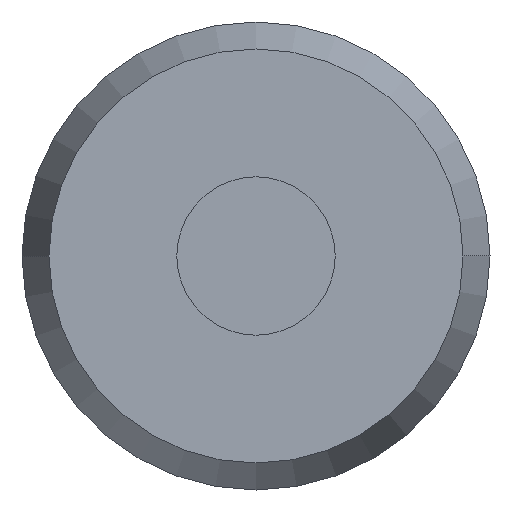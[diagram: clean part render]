
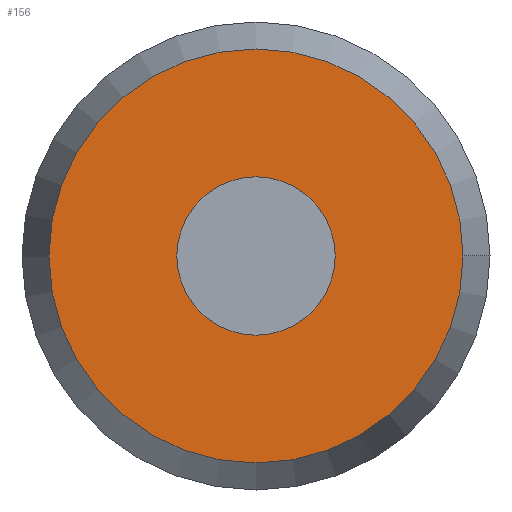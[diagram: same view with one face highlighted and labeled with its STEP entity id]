
A CAD part, front view. The second image highlights one B-rep face of the part: STEP entity #156.
In plain terms, the highlighted planar face has unit normal (0, -1, 0).
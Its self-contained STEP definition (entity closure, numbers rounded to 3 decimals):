
#78=CARTESIAN_POINT('POINT5',(-5.75,3.,0.));
#79=VERTEX_POINT('VERTEX5',#78);
#86=CARTESIAN_POINT('POINT6',(5.75,3.,0.))
   ;
#87=VERTEX_POINT('VERTEX6',#86);
#88=CARTESIAN_POINT('POS11',(0.,3.,0.));
#89=DIRECTION('DIR18',(0.,-1.,
   0.));
#90=DIRECTION('DIR19',(1.,0.,
   0.));
#91=AXIS2_PLACEMENT_3D('AXIS8',#88,#89,#90);
#92=CIRCLE('ELLIPSE5',#91,5.75);
#93=EDGE_CURVE('EDGE8',#87,#79,#92,.T.);
#109=CARTESIAN_POINT('POS14',(0.,3.,
   0.));
#110=DIRECTION('DIR23',(0.,1.,
   0.));
#111=DIRECTION('DIR24',(1.,0.,
   0.));
#112=AXIS2_PLACEMENT_3D('AXIS10',#109,#110,#111);
#113=CIRCLE('ELLIPSE6',#112,5.75);
#114=EDGE_CURVE('EDGE10',#87,#79,#113,.T.);
#127=ORIENTED_EDGE('COEDGE19',*,*,#114,.F.);
#128=ORIENTED_EDGE('COEDGE20',*,*,#93,.T.);
#129=EDGE_LOOP('NONE',(#127,#128));
#130=FACE_BOUND('LOOP1',#129,.T.);
#131=CARTESIAN_POINT('POINT7',(2.2,3.,0.))
   ;
#132=VERTEX_POINT('VERTEX7',#131);
#133=CARTESIAN_POINT('POINT8',(-2.2,3.,0.));
#134=VERTEX_POINT('VERTEX8',#133);
#135=CARTESIAN_POINT('POS16',(0.,3.,
   0.));
#136=DIRECTION('DIR27',(0.,-1.,0.));
#137=DIRECTION('DIR28',(1.,0.,0.));
#138=AXIS2_PLACEMENT_3D('AXIS12',#135,#136,#137);
#139=CIRCLE('ELLIPSE7',#138,2.2);
#140=EDGE_CURVE('EDGE11',#132,#134,#139,.T.);
#141=ORIENTED_EDGE('COEDGE21',*,*,#140,.F.);
#142=CARTESIAN_POINT('POS17',(0.,3.,
   0.));
#143=DIRECTION('DIR29',(0.,1.,0.));
#144=DIRECTION('DIR30',(1.,0.,0.));
#145=AXIS2_PLACEMENT_3D('AXIS13',#142,#143,#144);
#146=CIRCLE('ELLIPSE8',#145,2.2);
#147=EDGE_CURVE('EDGE12',#132,#134,#146,.T.);
#148=ORIENTED_EDGE('COEDGE22',*,*,#147,.T.);
#149=EDGE_LOOP('NONE',(#141,#148));
#150=FACE_BOUND('LOOP1',#149,.T.);
#151=CARTESIAN_POINT('POS18',(0.,3.,0.));
#152=DIRECTION('DIR31',(0.,-1.,0.));
#153=DIRECTION('DIR32',(1.,0.,0.));
#154=AXIS2_PLACEMENT_3D('AXIS14',#151,#152,#153);
#155=PLANE('PLANE2',#154);
#156=ADVANCED_FACE('FACE6',(#130,#150),#155,.T.);
